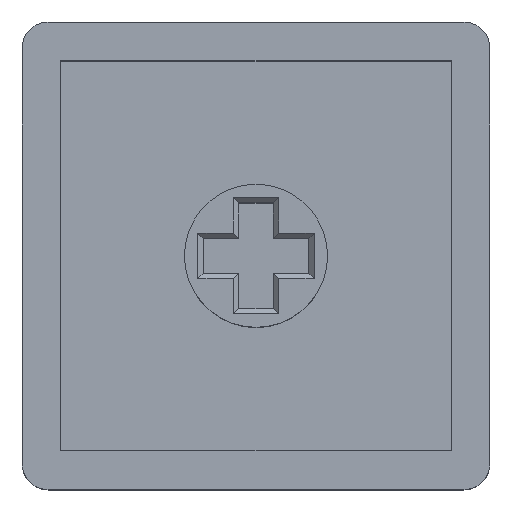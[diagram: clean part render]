
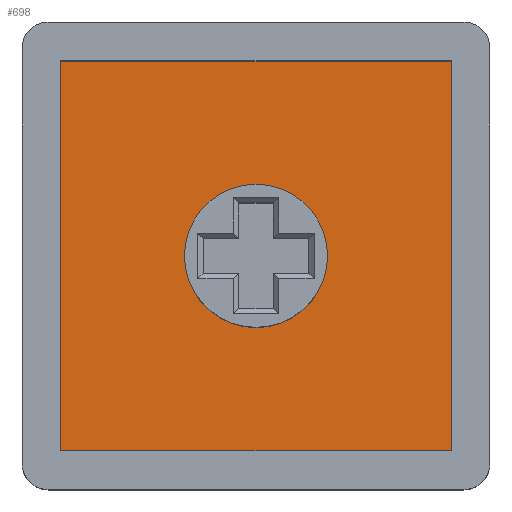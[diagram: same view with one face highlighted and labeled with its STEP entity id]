
A CAD part, top view. The second image highlights one B-rep face of the part: STEP entity #698.
In plain terms, the highlighted planar face has unit normal (0, 0, 1).
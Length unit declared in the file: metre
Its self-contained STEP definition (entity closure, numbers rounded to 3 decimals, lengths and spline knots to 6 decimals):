
#25=CIRCLE('',#762,0.00277);
#79=ORIENTED_EDGE('',*,*,#259,.F.);
#80=ORIENTED_EDGE('',*,*,#227,.F.);
#81=ORIENTED_EDGE('',*,*,#223,.T.);
#82=ORIENTED_EDGE('',*,*,#249,.T.);
#83=ORIENTED_EDGE('',*,*,#230,.F.);
#223=EDGE_CURVE('',#321,#322,#383,.T.);
#227=EDGE_CURVE('',#321,#325,#387,.T.);
#230=EDGE_CURVE('',#325,#327,#390,.T.);
#249=EDGE_CURVE('',#322,#327,#409,.T.);
#259=EDGE_CURVE('',#345,#345,#25,.T.);
#321=VERTEX_POINT('',#992);
#322=VERTEX_POINT('',#993);
#325=VERTEX_POINT('',#1001);
#327=VERTEX_POINT('',#1007);
#345=VERTEX_POINT('',#1062);
#383=LINE('',#991,#471);
#387=LINE('',#1000,#475);
#390=LINE('',#1006,#478);
#409=LINE('',#1048,#497);
#471=VECTOR('',#799,1.);
#475=VECTOR('',#805,1.);
#478=VECTOR('',#810,1.);
#497=VECTOR('',#839,1.);
#570=EDGE_LOOP('',(#79));
#571=EDGE_LOOP('',(#80,#81,#82,#83));
#616=FACE_BOUND('',#570,.T.);
#617=FACE_BOUND('',#571,.T.);
#661=PLANE('',#761);
#698=ADVANCED_FACE('',(#616,#617),#661,.T.);
#761=AXIS2_PLACEMENT_3D('',#1060,#861,#862);
#762=AXIS2_PLACEMENT_3D('',#1061,#863,#864);
#799=DIRECTION('',(0.,-1.,0.));
#805=DIRECTION('',(1.,0.,0.));
#810=DIRECTION('',(0.,-1.,0.));
#839=DIRECTION('',(1.,0.,0.));
#861=DIRECTION('',(0.,0.,1.));
#862=DIRECTION('',(1.,0.,0.));
#863=DIRECTION('',(0.,0.,1.));
#864=DIRECTION('',(1.,0.,0.));
#991=CARTESIAN_POINT('',(-0.00755,0.,0.00189));
#992=CARTESIAN_POINT('',(-0.00755,0.00755,0.00189));
#993=CARTESIAN_POINT('',(-0.00755,-0.00755,0.00189));
#1000=CARTESIAN_POINT('',(0.,0.00755,0.00189));
#1001=CARTESIAN_POINT('',(0.00755,0.00755,0.00189));
#1006=CARTESIAN_POINT('',(0.00755,0.,0.00189));
#1007=CARTESIAN_POINT('',(0.00755,-0.00755,0.00189));
#1048=CARTESIAN_POINT('',(0.,-0.00755,0.00189));
#1060=CARTESIAN_POINT('',(0.,0.,0.00189));
#1061=CARTESIAN_POINT('',(0.,0.,0.00189));
#1062=CARTESIAN_POINT('',(0.00277,0.,0.00189));
